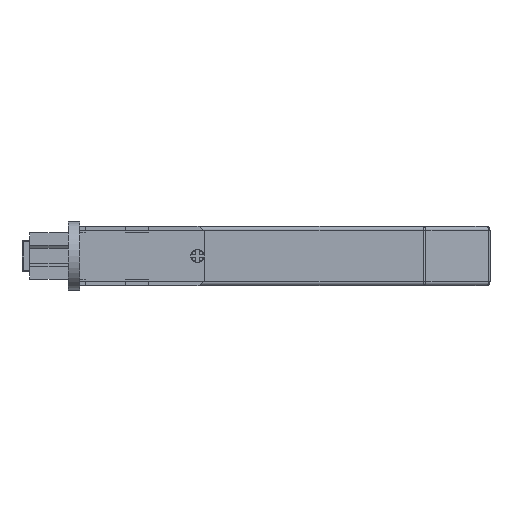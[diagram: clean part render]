
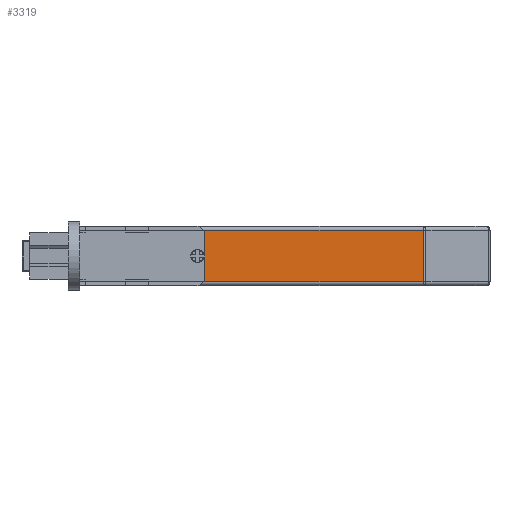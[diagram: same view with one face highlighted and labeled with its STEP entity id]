
A CAD part, front view. The second image highlights one B-rep face of the part: STEP entity #3319.
In plain terms, the highlighted planar face has unit normal (0, -1, 0).
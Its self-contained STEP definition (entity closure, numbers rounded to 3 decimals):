
#75 = CARTESIAN_POINT ( 'NONE',  ( 13., -14.7, -1.75 ) ) ;
#238 = DIRECTION ( 'NONE',  ( 0., 0., 1. ) ) ;
#269 = CARTESIAN_POINT ( 'NONE',  ( 43.75, -14.7, 6. ) ) ;
#1442 = DIRECTION ( 'NONE',  ( 1., 0., 0. ) ) ;
#1799 = CARTESIAN_POINT ( 'NONE',  ( 102.586, -14.7, -1.75 ) ) ;
#2197 = DIRECTION ( 'NONE',  ( 0., 0., -1. ) ) ;
#2240 = VECTOR ( 'NONE', #1442, 1000. ) ;
#2359 = DIRECTION ( 'NONE',  ( 0., 0., 1. ) ) ;
#2519 = CARTESIAN_POINT ( 'NONE',  ( 102.586, -14.7, -0.75 ) ) ;
#2596 = VERTEX_POINT ( 'NONE', #3459 ) ;
#2864 = ORIENTED_EDGE ( 'NONE', *, *, #12000, .T. ) ;
#2920 = FACE_BOUND ( 'NONE', #7254, .T. ) ;
#3006 = VERTEX_POINT ( 'NONE', #3506 ) ;
#3232 = AXIS2_PLACEMENT_3D ( 'NONE', #7081, #6143, #2197 ) ;
#3316 = VECTOR ( 'NONE', #10388, 1000. ) ;
#3319 = ADVANCED_FACE ( 'NONE', ( #2920, #5644 ), #3973, .T. ) ;
#3355 = ORIENTED_EDGE ( 'NONE', *, *, #6084, .F. ) ;
#3459 = CARTESIAN_POINT ( 'NONE',  ( 13., -14.7, -0.75 ) ) ;
#3506 = CARTESIAN_POINT ( 'NONE',  ( 13., -14.7, 12.75 ) ) ;
#3961 = LINE ( 'NONE', #11489, #3316 ) ;
#3973 = PLANE ( 'NONE',  #8876 ) ;
#4103 = DIRECTION ( 'NONE',  ( 0., 0., -1. ) ) ;
#4144 = ORIENTED_EDGE ( 'NONE', *, *, #7232, .T. ) ;
#4517 = ORIENTED_EDGE ( 'NONE', *, *, #9407, .F. ) ;
#5299 = CIRCLE ( 'NONE', #12209, 1.75 ) ;
#5304 = EDGE_CURVE ( 'NONE', #7042, #12101, #10277, .T. ) ;
#5644 = FACE_OUTER_BOUND ( 'NONE', #6134, .T. ) ;
#6084 = EDGE_CURVE ( 'NONE', #9653, #10487, #5299, .T. ) ;
#6124 = DIRECTION ( 'NONE',  ( 0., -1., 0. ) ) ;
#6128 = LINE ( 'NONE', #10893, #10913 ) ;
#6134 = EDGE_LOOP ( 'NONE', ( #4517, #2864, #9080, #4144 ) ) ;
#6143 = DIRECTION ( 'NONE',  ( 0., -1., 0. ) ) ;
#6804 = DIRECTION ( 'NONE',  ( 0., 0., -1. ) ) ;
#7042 = VERTEX_POINT ( 'NONE', #2519 ) ;
#7081 = CARTESIAN_POINT ( 'NONE',  ( 43.75, -14.7, 6. ) ) ;
#7232 = EDGE_CURVE ( 'NONE', #12101, #3006, #3961, .T. ) ;
#7254 = EDGE_LOOP ( 'NONE', ( #3355, #7313 ) ) ;
#7313 = ORIENTED_EDGE ( 'NONE', *, *, #8930, .F. ) ;
#7900 = CARTESIAN_POINT ( 'NONE',  ( 43.75, -14.7, 7.75 ) ) ;
#8327 = CARTESIAN_POINT ( 'NONE',  ( 102.586, -14.7, 12.75 ) ) ;
#8431 = VECTOR ( 'NONE', #238, 1000. ) ;
#8876 = AXIS2_PLACEMENT_3D ( 'NONE', #75, #12192, #6804 ) ;
#8930 = EDGE_CURVE ( 'NONE', #10487, #9653, #10123, .T. ) ;
#9061 = CARTESIAN_POINT ( 'NONE',  ( 103., -14.7, -0.75 ) ) ;
#9080 = ORIENTED_EDGE ( 'NONE', *, *, #5304, .T. ) ;
#9407 = EDGE_CURVE ( 'NONE', #2596, #3006, #6128, .T. ) ;
#9653 = VERTEX_POINT ( 'NONE', #10654 ) ;
#9922 = LINE ( 'NONE', #9061, #2240 ) ;
#10123 = CIRCLE ( 'NONE', #3232, 1.75 ) ;
#10277 = LINE ( 'NONE', #1799, #8431 ) ;
#10388 = DIRECTION ( 'NONE',  ( -1., 0., 0. ) ) ;
#10487 = VERTEX_POINT ( 'NONE', #7900 ) ;
#10654 = CARTESIAN_POINT ( 'NONE',  ( 43.75, -14.7, 4.25 ) ) ;
#10893 = CARTESIAN_POINT ( 'NONE',  ( 13., -14.7, -1.75 ) ) ;
#10913 = VECTOR ( 'NONE', #2359, 1000. ) ;
#11489 = CARTESIAN_POINT ( 'NONE',  ( 13., -14.7, 12.75 ) ) ;
#12000 = EDGE_CURVE ( 'NONE', #2596, #7042, #9922, .T. ) ;
#12101 = VERTEX_POINT ( 'NONE', #8327 ) ;
#12192 = DIRECTION ( 'NONE',  ( 0., -1., 0. ) ) ;
#12209 = AXIS2_PLACEMENT_3D ( 'NONE', #269, #6124, #4103 ) ;
